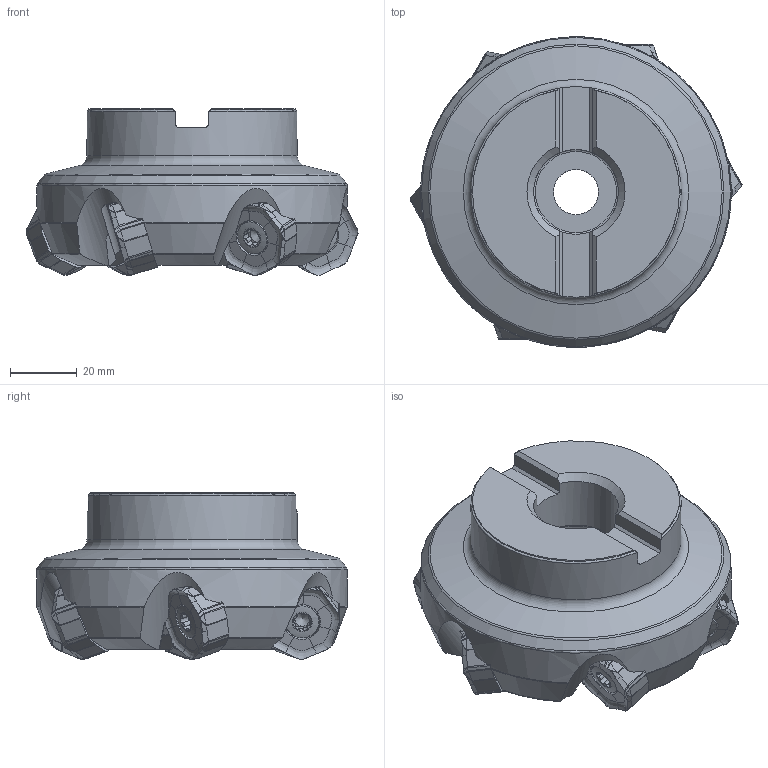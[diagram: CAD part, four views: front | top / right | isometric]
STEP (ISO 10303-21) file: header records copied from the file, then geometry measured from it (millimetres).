
FILE_DESCRIPTION(/* description */ (''),/* implementation_level */ '2;1');
FILE_NAME(/* name */ 'toolassembly_1.stp',/* time_stamp */ '2018-08-03T08:21:56+02:00',/* author */ (''),/* organization */ ('SMS'),/* preprocessor_version */ 'ST-DEVELOPER v15',/* originating_system */ 'SIEMENS PLM Software NX 8.5',/* authorisation */ '');
FILE_SCHEMA (('AUTOMOTIVE_DESIGN { 1 0 10303 214 3 1 1 1 }'));
Length unit declared in the file: millimetre
Products named in the file (4): ASSEMBLY_CONSTRUCTION; CUT_20180803082021; NOCUT_20180803082021; TOOLASSEMBLY_1
Assembly tree (8 placements, depth 2):
  TOOLASSEMBLY_1
    NOCUT_20180803082021
    CUT_20180803082021  x6
    ASSEMBLY_CONSTRUCTION
Bounding box: 99.47 x 93.03 x 49.97 mm (x, y, z)
Volume: 189618.1 mm3; surface area: 38095.8 mm2
Topology: 7 solids, 7 shells, 1108 faces, 2995 edges, 1923 vertices
Faces by surface type: plane 523, extrusion 198, bspline 174, cone 83, torus 68, cylinder 50, revolution 12
Full cylindrical faces by diameter (mm): 6.35 x6, 7 x6, 8.3 x6, 10 x6, 13.5 x1, 21 x1, 25.41 x1, 25.9 x1, 63 x1, 93.065 x1
Entity records: 31295 total; most frequent: CARTESIAN_POINT 18445, ORIENTED_EDGE 2708, DIRECTION 2368, EDGE_CURVE 1354, AXIS2_PLACEMENT_3D 908, VERTEX_POINT 903, EDGE_LOOP 639, ADVANCED_FACE 548
